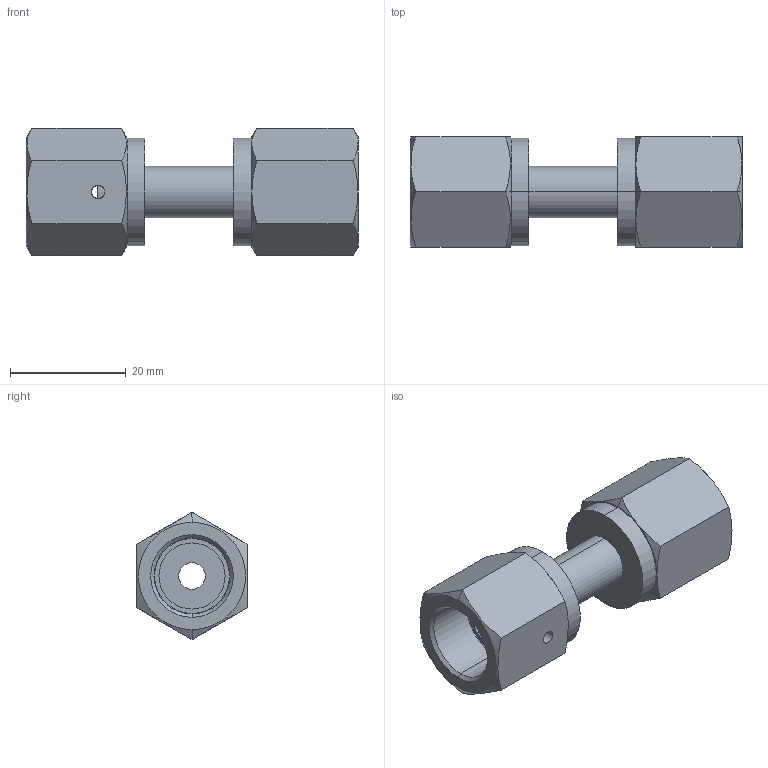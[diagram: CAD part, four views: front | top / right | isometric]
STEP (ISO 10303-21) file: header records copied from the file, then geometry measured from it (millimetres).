
FILE_DESCRIPTION(('starvars output'),'2;1');
FILE_NAME('cv20190731151643000071932.stp','15:16:43 2019/07/31',( 'Thomas Industrial Network Germany GmbH'),( 'Thomas Industrial Network Germany GmbH'),'unknown preprocess','ACIS' ,'unknown authorization');
FILE_SCHEMA(('CONFIG_CONTROL_DESIGN {UNKNOWN IMPLEMENTATION LEVEL}'));
Length unit declared in the file: millimetre
Products named in the file (2): PRODUCT_ID_1; PRODUCT_ID_2
Bounding box: 57.4 x 19.05 x 22 mm (x, y, z)
Volume: 10723.4 mm3; surface area: 6643.3 mm2
Topology: 2 solids, 2 shells, 75 faces, 164 edges, 98 vertices
Faces by surface type: cone 32, cylinder 22, plane 21
Entity records: 1876 total; most frequent: CARTESIAN_POINT 405, ORIENTED_EDGE 328, DIRECTION 192, EDGE_CURVE 164, VERTEX_POINT 98, EDGE_LOOP 88, FACE_BOUND 88, ADVANCED_FACE 75
